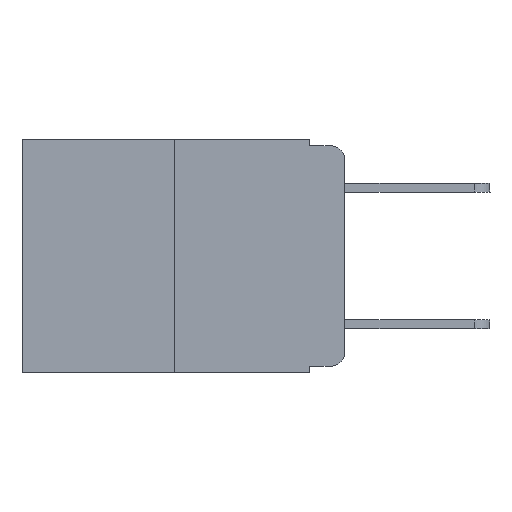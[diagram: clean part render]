
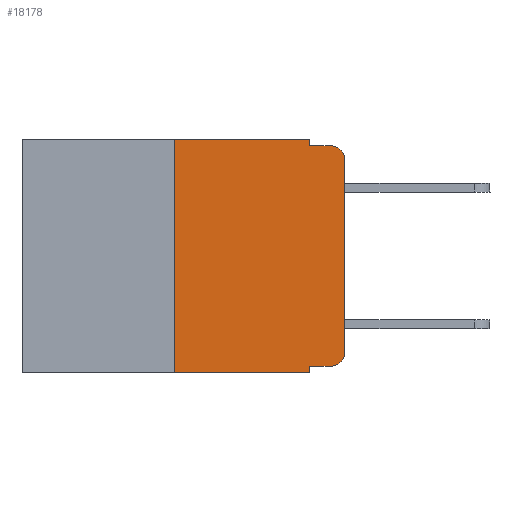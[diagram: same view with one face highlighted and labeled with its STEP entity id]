
A CAD part, left-side view. The second image highlights one B-rep face of the part: STEP entity #18178.
In plain terms, the highlighted planar face has unit normal (-1, 0, 0).
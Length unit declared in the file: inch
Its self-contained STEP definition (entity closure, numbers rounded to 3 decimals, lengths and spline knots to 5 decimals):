
#51 = EDGE_LOOP ( 'NONE', ( #15862, #5298, #71, #12978, #13213, #4810, #10741, #16457, #18934, #18759 ) ) ;
#71 = ORIENTED_EDGE ( 'NONE', *, *, #10345, .F. ) ;
#263 = DIRECTION ( 'NONE',  ( 0., 0., 1. ) ) ;
#332 = CIRCLE ( 'NONE', #15613, 0.02 ) ;
#427 = VERTEX_POINT ( 'NONE', #6641 ) ;
#510 = DIRECTION ( 'NONE',  ( 0., -1., 0. ) ) ;
#588 = VERTEX_POINT ( 'NONE', #3976 ) ;
#600 = CIRCLE ( 'NONE', #8568, 0.02 ) ;
#617 = AXIS2_PLACEMENT_3D ( 'NONE', #15745, #12739, #11257 ) ;
#651 = VERTEX_POINT ( 'NONE', #10057 ) ;
#759 = VECTOR ( 'NONE', #14306, 39.37008 ) ;
#1378 = DIRECTION ( 'NONE',  ( 0., -1., 0. ) ) ;
#2080 = DIRECTION ( 'NONE',  ( -1., 0., 0. ) ) ;
#2397 = LINE ( 'NONE', #14162, #13136 ) ;
#2786 = DIRECTION ( 'NONE',  ( 0., 0., -1. ) ) ;
#2915 = CARTESIAN_POINT ( 'NONE',  ( 0., 0.25, -0.343 ) ) ;
#3105 = CARTESIAN_POINT ( 'NONE',  ( 0., 0., 0. ) ) ;
#3409 = VERTEX_POINT ( 'NONE', #8206 ) ;
#3648 = CARTESIAN_POINT ( 'NONE',  ( 0., 0.051, -0.333 ) ) ;
#3976 = CARTESIAN_POINT ( 'NONE',  ( 0., 0.051, -0.01 ) ) ;
#4788 = DIRECTION ( 'NONE',  ( 0., 0., 1. ) ) ;
#4810 = ORIENTED_EDGE ( 'NONE', *, *, #7222, .F. ) ;
#4975 = DIRECTION ( 'NONE',  ( 0., 0., -1. ) ) ;
#5142 = LINE ( 'NONE', #3648, #759 ) ;
#5298 = ORIENTED_EDGE ( 'NONE', *, *, #9958, .T. ) ;
#5378 = VECTOR ( 'NONE', #16525, 39.37008 ) ;
#5386 = CARTESIAN_POINT ( 'NONE',  ( 0., 0.051, 0. ) ) ;
#5398 = VECTOR ( 'NONE', #1378, 39.37008 ) ;
#5536 = VECTOR ( 'NONE', #263, 39.37008 ) ;
#5754 = VECTOR ( 'NONE', #14619, 39.37008 ) ;
#6454 = VECTOR ( 'NONE', #11849, 39.37008 ) ;
#6455 = CARTESIAN_POINT ( 'NONE',  ( 0., 0.25, 0. ) ) ;
#6641 = CARTESIAN_POINT ( 'NONE',  ( 0., 0., -0.313 ) ) ;
#7222 = EDGE_CURVE ( 'NONE', #14593, #19351, #15612, .T. ) ;
#7422 = EDGE_CURVE ( 'NONE', #17065, #8265, #5142, .T. ) ;
#8095 = CARTESIAN_POINT ( 'NONE',  ( 0., 0.02, -0.333 ) ) ;
#8206 = CARTESIAN_POINT ( 'NONE',  ( 0., 0.051, -0.343 ) ) ;
#8265 = VERTEX_POINT ( 'NONE', #8095 ) ;
#8424 = EDGE_CURVE ( 'NONE', #10691, #588, #19063, .T. ) ;
#8568 = AXIS2_PLACEMENT_3D ( 'NONE', #17045, #2080, #4975 ) ;
#8829 = CARTESIAN_POINT ( 'NONE',  ( 0., 0.051, 0. ) ) ;
#8847 = CARTESIAN_POINT ( 'NONE',  ( 0., 0.473, 0. ) ) ;
#8947 = CARTESIAN_POINT ( 'NONE',  ( 0., 0.051, -0.333 ) ) ;
#8954 = CARTESIAN_POINT ( 'NONE',  ( 0., 0.051, -0.01 ) ) ;
#9147 = LINE ( 'NONE', #8954, #5378 ) ;
#9848 = PLANE ( 'NONE',  #617 ) ;
#9958 = EDGE_CURVE ( 'NONE', #651, #15726, #600, .T. ) ;
#10057 = CARTESIAN_POINT ( 'NONE',  ( 0., 0., -0.03 ) ) ;
#10345 = EDGE_CURVE ( 'NONE', #588, #15726, #9147, .T. ) ;
#10370 = CARTESIAN_POINT ( 'NONE',  ( 0., 0.02, -0.313 ) ) ;
#10691 = VERTEX_POINT ( 'NONE', #18210 ) ;
#10741 = ORIENTED_EDGE ( 'NONE', *, *, #16369, .T. ) ;
#10840 = CARTESIAN_POINT ( 'NONE',  ( 0., 0.02, -0.01 ) ) ;
#11060 = FACE_OUTER_BOUND ( 'NONE', #51, .T. ) ;
#11257 = DIRECTION ( 'NONE',  ( 0., 0., -1. ) ) ;
#11837 = LINE ( 'NONE', #8829, #5754 ) ;
#11849 = DIRECTION ( 'NONE',  ( 0., 0., -1. ) ) ;
#12134 = CARTESIAN_POINT ( 'NONE',  ( 0., 0.25, 0. ) ) ;
#12425 = VECTOR ( 'NONE', #4788, 39.37008 ) ;
#12739 = DIRECTION ( 'NONE',  ( 1., 0., 0. ) ) ;
#12978 = ORIENTED_EDGE ( 'NONE', *, *, #8424, .F. ) ;
#13088 = EDGE_CURVE ( 'NONE', #427, #651, #16665, .T. ) ;
#13136 = VECTOR ( 'NONE', #510, 39.37008 ) ;
#13213 = ORIENTED_EDGE ( 'NONE', *, *, #13425, .F. ) ;
#13425 = EDGE_CURVE ( 'NONE', #19351, #10691, #19444, .T. ) ;
#14162 = CARTESIAN_POINT ( 'NONE',  ( 0., 0.473, -0.343 ) ) ;
#14306 = DIRECTION ( 'NONE',  ( 0., -1., 0. ) ) ;
#14593 = VERTEX_POINT ( 'NONE', #2915 ) ;
#14619 = DIRECTION ( 'NONE',  ( 0., 0., -1. ) ) ;
#15612 = LINE ( 'NONE', #12134, #5536 ) ;
#15613 = AXIS2_PLACEMENT_3D ( 'NONE', #10370, #16445, #2786 ) ;
#15726 = VERTEX_POINT ( 'NONE', #10840 ) ;
#15745 = CARTESIAN_POINT ( 'NONE',  ( 0., 0.473, 0. ) ) ;
#15862 = ORIENTED_EDGE ( 'NONE', *, *, #13088, .T. ) ;
#16369 = EDGE_CURVE ( 'NONE', #14593, #3409, #2397, .T. ) ;
#16445 = DIRECTION ( 'NONE',  ( -1., 0., 0. ) ) ;
#16457 = ORIENTED_EDGE ( 'NONE', *, *, #19493, .F. ) ;
#16525 = DIRECTION ( 'NONE',  ( 0., -1., 0. ) ) ;
#16665 = LINE ( 'NONE', #3105, #12425 ) ;
#17045 = CARTESIAN_POINT ( 'NONE',  ( 0., 0.02, -0.03 ) ) ;
#17065 = VERTEX_POINT ( 'NONE', #8947 ) ;
#18178 = ADVANCED_FACE ( 'NONE', ( #11060 ), #9848, .F. ) ;
#18210 = CARTESIAN_POINT ( 'NONE',  ( 0., 0.051, 0. ) ) ;
#18759 = ORIENTED_EDGE ( 'NONE', *, *, #19056, .T. ) ;
#18934 = ORIENTED_EDGE ( 'NONE', *, *, #7422, .T. ) ;
#19056 = EDGE_CURVE ( 'NONE', #8265, #427, #332, .T. ) ;
#19063 = LINE ( 'NONE', #5386, #6454 ) ;
#19351 = VERTEX_POINT ( 'NONE', #6455 ) ;
#19444 = LINE ( 'NONE', #8847, #5398 ) ;
#19493 = EDGE_CURVE ( 'NONE', #17065, #3409, #11837, .T. ) ;
